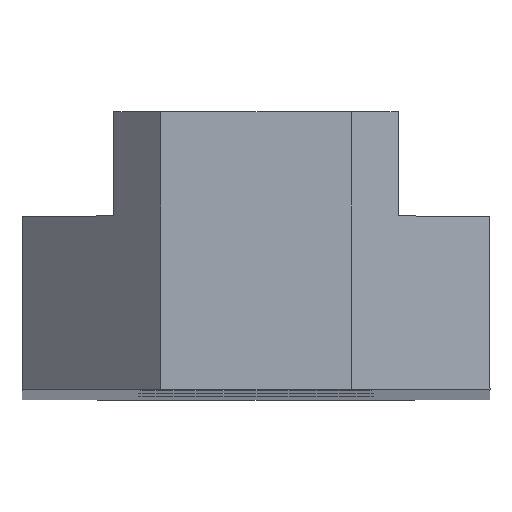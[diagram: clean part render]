
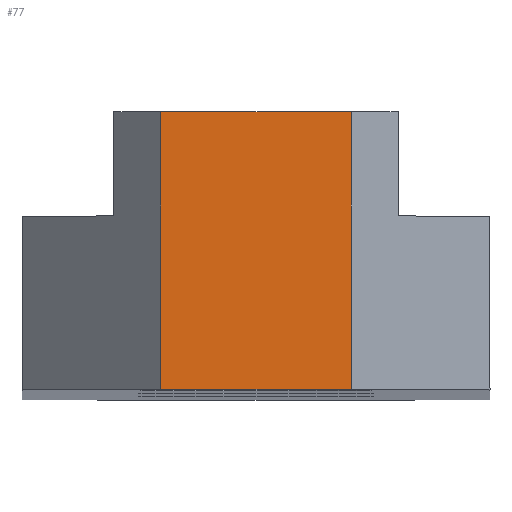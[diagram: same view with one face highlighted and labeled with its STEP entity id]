
A CAD part, top view. The second image highlights one B-rep face of the part: STEP entity #77.
In plain terms, the highlighted planar face has unit normal (0, 0, 1).
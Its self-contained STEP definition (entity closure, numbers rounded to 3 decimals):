
#1 = ORIENTED_EDGE ( 'NONE', *, *, #99, .T. ) ;
#2 = ORIENTED_EDGE ( 'NONE', *, *, #104, .T. ) ;
#4 = ORIENTED_EDGE ( 'NONE', *, *, #12, .T. ) ;
#5 = ORIENTED_EDGE ( 'NONE', *, *, #46, .T. ) ;
#12 = EDGE_CURVE ( 'NONE', #261, #138, #382, .T. ) ;
#46 = EDGE_CURVE ( 'NONE', #138, #214, #412, .T. ) ;
#77 = ADVANCED_FACE ( 'NONE', ( #303 ), #425, .F. ) ;
#78 = EDGE_LOOP ( 'NONE', ( #5, #2, #1, #4 ) ) ;
#88 = VERTEX_POINT ( 'NONE', #298 ) ;
#99 = EDGE_CURVE ( 'NONE', #88, #261, #334, .T. ) ;
#104 = EDGE_CURVE ( 'NONE', #214, #88, #283, .T. ) ;
#138 = VERTEX_POINT ( 'NONE', #457 ) ;
#214 = VERTEX_POINT ( 'NONE', #515 ) ;
#261 = VERTEX_POINT ( 'NONE', #659 ) ;
#281 = DIRECTION ( 'NONE',  ( 0., 1., 0. ) ) ;
#282 = VECTOR ( 'NONE', #281, 1000. ) ;
#283 = LINE ( 'NONE', #359, #282 ) ;
#295 = DIRECTION ( 'NONE',  ( -1., 0., 0. ) ) ;
#296 = DIRECTION ( 'NONE',  ( 0., 0., -1. ) ) ;
#298 = CARTESIAN_POINT ( 'NONE',  ( 2.75, 8., 180. ) ) ;
#303 = FACE_OUTER_BOUND ( 'NONE', #78, .T. ) ;
#306 = AXIS2_PLACEMENT_3D ( 'NONE', #419, #296, #295 ) ;
#322 = CARTESIAN_POINT ( 'NONE',  ( -6.75, 0., 180. ) ) ;
#327 = DIRECTION ( 'NONE',  ( -1., 0., 0. ) ) ;
#328 = VECTOR ( 'NONE', #327, 1000. ) ;
#329 = CARTESIAN_POINT ( 'NONE',  ( 4.1, 8., 180. ) ) ;
#334 = LINE ( 'NONE', #329, #328 ) ;
#349 = DIRECTION ( 'NONE',  ( 0., -1., 0. ) ) ;
#350 = VECTOR ( 'NONE', #349, 1000. ) ;
#359 = CARTESIAN_POINT ( 'NONE',  ( 2.75, 5., 180. ) ) ;
#379 = CARTESIAN_POINT ( 'NONE',  ( -2.75, 5., 180. ) ) ;
#382 = LINE ( 'NONE', #379, #350 ) ;
#410 = DIRECTION ( 'NONE',  ( 1., 0., 0. ) ) ;
#411 = VECTOR ( 'NONE', #410, 1000. ) ;
#412 = LINE ( 'NONE', #322, #411 ) ;
#419 = CARTESIAN_POINT ( 'NONE',  ( -4.1, 5., 180. ) ) ;
#425 = PLANE ( 'NONE',  #306 ) ;
#457 = CARTESIAN_POINT ( 'NONE',  ( -2.75, 0., 180. ) ) ;
#515 = CARTESIAN_POINT ( 'NONE',  ( 2.75, 0., 180. ) ) ;
#659 = CARTESIAN_POINT ( 'NONE',  ( -2.75, 8., 180. ) ) ;
